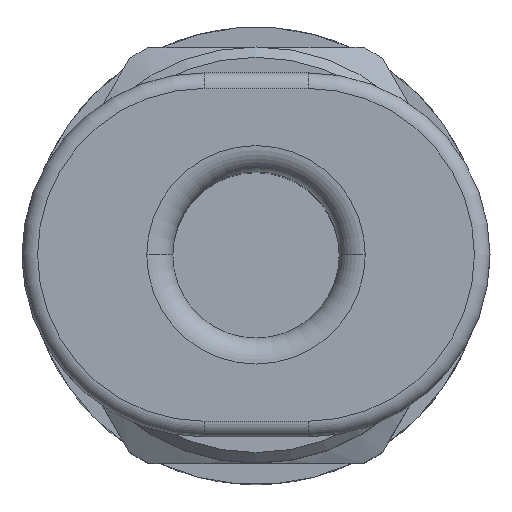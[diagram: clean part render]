
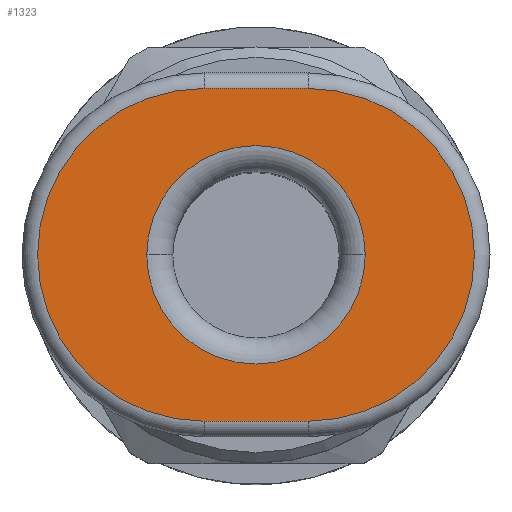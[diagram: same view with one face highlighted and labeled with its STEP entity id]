
A CAD part, top view. The second image highlights one B-rep face of the part: STEP entity #1323.
In plain terms, the highlighted planar face has unit normal (0, 0, 1).
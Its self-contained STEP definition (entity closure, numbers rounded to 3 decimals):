
#686=CARTESIAN_POINT('',(2.1,0.,8.8));
#687=VERTEX_POINT('',#686);
#695=CARTESIAN_POINT('',(-2.1,0.,8.8));
#696=VERTEX_POINT('',#695);
#697=CARTESIAN_POINT('',(0.0,0.,8.8));
#698=DIRECTION('',(0.0,0.0,1.0));
#699=DIRECTION('',(-1.0,0.0,0.0));
#700=AXIS2_PLACEMENT_3D('',#697,#698,#699);
#701=CIRCLE('',#700,2.1);
#702=EDGE_CURVE('',#687,#696,#701,.T.);
#1136=CARTESIAN_POINT('',(-1.0,-3.2,8.8));
#1137=VERTEX_POINT('',#1136);
#1138=CARTESIAN_POINT('',(-1.0,3.2,8.8));
#1139=VERTEX_POINT('',#1138);
#1140=CARTESIAN_POINT('',(-1.0,0.,8.8));
#1141=DIRECTION('',(0.0,0.0,-1.0));
#1142=DIRECTION('',(-1.0,0.0,0.0));
#1143=AXIS2_PLACEMENT_3D('',#1140,#1141,#1142);
#1144=CIRCLE('',#1143,3.2);
#1145=EDGE_CURVE('',#1137,#1139,#1144,.T.);
#1180=CARTESIAN_POINT('',(1.0,3.2,8.8));
#1181=VERTEX_POINT('',#1180);
#1182=CARTESIAN_POINT('',(-1.0,3.2,8.8));
#1183=DIRECTION('',(1.0,0.0,0.0));
#1184=VECTOR('',#1183,2.0);
#1185=LINE('',#1182,#1184);
#1186=EDGE_CURVE('',#1139,#1181,#1185,.T.);
#1220=CARTESIAN_POINT('',(1.0,-3.2,8.8));
#1221=VERTEX_POINT('',#1220);
#1229=CARTESIAN_POINT('',(1.0,-3.2,8.8));
#1230=DIRECTION('',(-1.0,0.0,0.0));
#1231=VECTOR('',#1230,2.0);
#1232=LINE('',#1229,#1231);
#1233=EDGE_CURVE('',#1221,#1137,#1232,.T.);
#1244=CARTESIAN_POINT('',(1.0,0.,8.8));
#1245=DIRECTION('',(0.0,0.0,-1.0));
#1246=DIRECTION('',(1.0,0.0,0.0));
#1247=AXIS2_PLACEMENT_3D('',#1244,#1245,#1246);
#1248=CIRCLE('',#1247,3.2);
#1249=EDGE_CURVE('',#1181,#1221,#1248,.T.);
#1302=CARTESIAN_POINT('',(0.0,0.,8.8));
#1303=DIRECTION('',(0.0,0.0,-1.0));
#1304=DIRECTION('',(1.0,0.0,0.0));
#1305=AXIS2_PLACEMENT_3D('',#1302,#1303,#1304);
#1306=PLANE('',#1305);
#1307=ORIENTED_EDGE('',*,*,#1145,.F.);
#1308=ORIENTED_EDGE('',*,*,#1233,.F.);
#1309=ORIENTED_EDGE('',*,*,#1249,.F.);
#1310=ORIENTED_EDGE('',*,*,#1186,.F.);
#1311=EDGE_LOOP('',(#1307,#1308,#1309,#1310));
#1312=FACE_OUTER_BOUND('',#1311,.T.);
#1313=ORIENTED_EDGE('',*,*,#702,.F.);
#1314=CARTESIAN_POINT('',(0.0,0.,8.8));
#1315=DIRECTION('',(0.0,0.0,1.0));
#1316=DIRECTION('',(-1.0,0.0,0.0));
#1317=AXIS2_PLACEMENT_3D('',#1314,#1315,#1316);
#1318=CIRCLE('',#1317,2.1);
#1319=EDGE_CURVE('',#696,#687,#1318,.T.);
#1320=ORIENTED_EDGE('',*,*,#1319,.F.);
#1321=EDGE_LOOP('',(#1313,#1320));
#1322=FACE_BOUND('',#1321,.T.);
#1323=ADVANCED_FACE('',(#1312,#1322),#1306,.F.);
